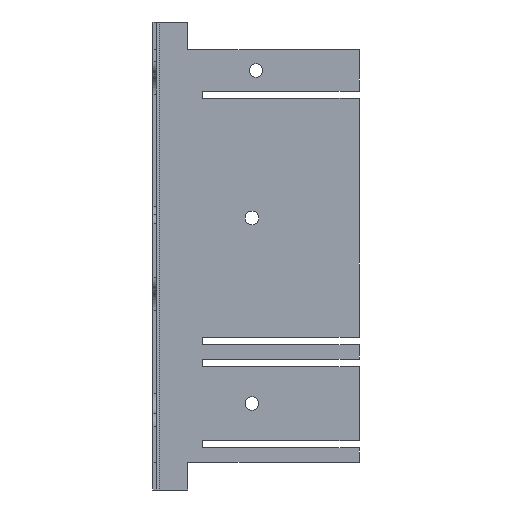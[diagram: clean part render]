
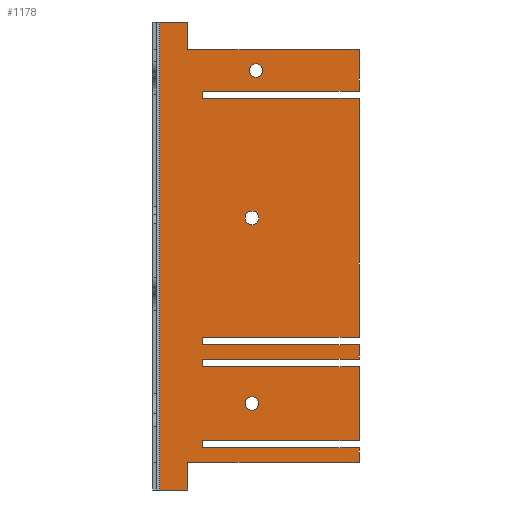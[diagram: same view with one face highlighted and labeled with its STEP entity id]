
A CAD part, left-side view. The second image highlights one B-rep face of the part: STEP entity #1178.
In plain terms, the highlighted planar face has unit normal (-1, 0, 0).
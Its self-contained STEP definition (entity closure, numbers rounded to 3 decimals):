
#17=FACE_BOUND('',#153,.T.);
#18=FACE_BOUND('',#154,.T.);
#19=FACE_BOUND('',#155,.T.);
#38=PLANE('',#1271);
#88=FACE_OUTER_BOUND('',#152,.T.);
#152=EDGE_LOOP('',(#894,#895,#896,#897,#898,#899,#900,#901,#902,#903,#904,
#905,#906,#907,#908,#909,#910,#911,#912,#913,#914,#915,#916,#917));
#153=EDGE_LOOP('',(#918));
#154=EDGE_LOOP('',(#919));
#155=EDGE_LOOP('',(#920));
#234=LINE('',#1758,#374);
#238=LINE('',#1767,#378);
#242=LINE('',#1774,#382);
#244=LINE('',#1779,#384);
#248=LINE('',#1788,#388);
#252=LINE('',#1795,#392);
#254=LINE('',#1799,#394);
#259=LINE('',#1808,#399);
#260=LINE('',#1810,#400);
#262=LINE('',#1814,#402);
#263=LINE('',#1816,#403);
#264=LINE('',#1818,#404);
#265=LINE('',#1820,#405);
#266=LINE('',#1822,#406);
#267=LINE('',#1824,#407);
#268=LINE('',#1826,#408);
#269=LINE('',#1828,#409);
#270=LINE('',#1830,#410);
#271=LINE('',#1832,#411);
#272=LINE('',#1834,#412);
#273=LINE('',#1836,#413);
#274=LINE('',#1838,#414);
#275=LINE('',#1840,#415);
#276=LINE('',#1841,#416);
#374=VECTOR('',#1414,10.);
#378=VECTOR('',#1420,10.);
#382=VECTOR('',#1426,10.);
#384=VECTOR('',#1430,10.);
#388=VECTOR('',#1436,10.);
#392=VECTOR('',#1442,10.);
#394=VECTOR('',#1446,10.);
#399=VECTOR('',#1453,10.);
#400=VECTOR('',#1456,10.);
#402=VECTOR('',#1460,10.);
#403=VECTOR('',#1461,10.);
#404=VECTOR('',#1462,10.);
#405=VECTOR('',#1463,10.);
#406=VECTOR('',#1464,10.);
#407=VECTOR('',#1465,10.);
#408=VECTOR('',#1466,10.);
#409=VECTOR('',#1467,10.);
#410=VECTOR('',#1468,10.);
#411=VECTOR('',#1469,10.);
#412=VECTOR('',#1470,10.);
#413=VECTOR('',#1471,10.);
#414=VECTOR('',#1472,10.);
#415=VECTOR('',#1473,10.);
#416=VECTOR('',#1474,10.);
#499=CIRCLE('',#1257,1.65);
#501=CIRCLE('',#1260,1.65);
#502=CIRCLE('',#1272,1.65);
#553=VERTEX_POINT('',#1744);
#555=VERTEX_POINT('',#1750);
#556=VERTEX_POINT('',#1756);
#557=VERTEX_POINT('',#1757);
#560=VERTEX_POINT('',#1765);
#561=VERTEX_POINT('',#1766);
#564=VERTEX_POINT('',#1777);
#565=VERTEX_POINT('',#1778);
#568=VERTEX_POINT('',#1786);
#569=VERTEX_POINT('',#1787);
#572=VERTEX_POINT('',#1798);
#575=VERTEX_POINT('',#1806);
#576=VERTEX_POINT('',#1813);
#577=VERTEX_POINT('',#1815);
#578=VERTEX_POINT('',#1817);
#579=VERTEX_POINT('',#1819);
#580=VERTEX_POINT('',#1821);
#581=VERTEX_POINT('',#1823);
#582=VERTEX_POINT('',#1825);
#583=VERTEX_POINT('',#1827);
#584=VERTEX_POINT('',#1829);
#585=VERTEX_POINT('',#1831);
#586=VERTEX_POINT('',#1833);
#587=VERTEX_POINT('',#1835);
#588=VERTEX_POINT('',#1837);
#589=VERTEX_POINT('',#1839);
#590=VERTEX_POINT('',#1842);
#670=EDGE_CURVE('',#553,#553,#499,.T.);
#673=EDGE_CURVE('',#555,#555,#501,.T.);
#675=EDGE_CURVE('',#556,#557,#234,.T.);
#679=EDGE_CURVE('',#560,#561,#238,.T.);
#683=EDGE_CURVE('',#561,#556,#242,.T.);
#685=EDGE_CURVE('',#564,#565,#244,.T.);
#689=EDGE_CURVE('',#568,#569,#248,.T.);
#693=EDGE_CURVE('',#569,#564,#252,.T.);
#695=EDGE_CURVE('',#572,#568,#254,.T.);
#700=EDGE_CURVE('',#557,#575,#259,.T.);
#701=EDGE_CURVE('',#565,#560,#260,.T.);
#703=EDGE_CURVE('',#575,#576,#262,.T.);
#704=EDGE_CURVE('',#576,#577,#263,.T.);
#705=EDGE_CURVE('',#577,#578,#264,.T.);
#706=EDGE_CURVE('',#578,#579,#265,.T.);
#707=EDGE_CURVE('',#579,#580,#266,.T.);
#708=EDGE_CURVE('',#580,#581,#267,.T.);
#709=EDGE_CURVE('',#581,#582,#268,.T.);
#710=EDGE_CURVE('',#582,#583,#269,.T.);
#711=EDGE_CURVE('',#583,#584,#270,.T.);
#712=EDGE_CURVE('',#584,#585,#271,.T.);
#713=EDGE_CURVE('',#585,#586,#272,.T.);
#714=EDGE_CURVE('',#586,#587,#273,.T.);
#715=EDGE_CURVE('',#587,#588,#274,.T.);
#716=EDGE_CURVE('',#588,#589,#275,.T.);
#717=EDGE_CURVE('',#589,#572,#276,.T.);
#718=EDGE_CURVE('',#590,#590,#502,.T.);
#894=ORIENTED_EDGE('',*,*,#679,.T.);
#895=ORIENTED_EDGE('',*,*,#683,.T.);
#896=ORIENTED_EDGE('',*,*,#675,.T.);
#897=ORIENTED_EDGE('',*,*,#700,.T.);
#898=ORIENTED_EDGE('',*,*,#703,.T.);
#899=ORIENTED_EDGE('',*,*,#704,.T.);
#900=ORIENTED_EDGE('',*,*,#705,.T.);
#901=ORIENTED_EDGE('',*,*,#706,.T.);
#902=ORIENTED_EDGE('',*,*,#707,.T.);
#903=ORIENTED_EDGE('',*,*,#708,.T.);
#904=ORIENTED_EDGE('',*,*,#709,.T.);
#905=ORIENTED_EDGE('',*,*,#710,.T.);
#906=ORIENTED_EDGE('',*,*,#711,.T.);
#907=ORIENTED_EDGE('',*,*,#712,.T.);
#908=ORIENTED_EDGE('',*,*,#713,.T.);
#909=ORIENTED_EDGE('',*,*,#714,.T.);
#910=ORIENTED_EDGE('',*,*,#715,.T.);
#911=ORIENTED_EDGE('',*,*,#716,.T.);
#912=ORIENTED_EDGE('',*,*,#717,.T.);
#913=ORIENTED_EDGE('',*,*,#695,.T.);
#914=ORIENTED_EDGE('',*,*,#689,.T.);
#915=ORIENTED_EDGE('',*,*,#693,.T.);
#916=ORIENTED_EDGE('',*,*,#685,.T.);
#917=ORIENTED_EDGE('',*,*,#701,.T.);
#918=ORIENTED_EDGE('',*,*,#670,.T.);
#919=ORIENTED_EDGE('',*,*,#673,.T.);
#920=ORIENTED_EDGE('',*,*,#718,.T.);
#1178=ADVANCED_FACE('',(#88,#17,#18,#19),#38,.T.);
#1257=AXIS2_PLACEMENT_3D('',#1746,#1400,#1401);
#1260=AXIS2_PLACEMENT_3D('',#1752,#1407,#1408);
#1271=AXIS2_PLACEMENT_3D('',#1812,#1458,#1459);
#1272=AXIS2_PLACEMENT_3D('',#1843,#1475,#1476);
#1400=DIRECTION('center_axis',(1.,0.,0.));
#1401=DIRECTION('ref_axis',(0.,1.,0.));
#1407=DIRECTION('center_axis',(1.,0.,0.));
#1408=DIRECTION('ref_axis',(0.,1.,0.));
#1414=DIRECTION('',(0.,-1.,0.));
#1420=DIRECTION('',(0.,1.,0.));
#1426=DIRECTION('',(0.,0.,1.));
#1430=DIRECTION('',(0.,-1.,0.));
#1436=DIRECTION('',(0.,1.,0.));
#1442=DIRECTION('',(0.,0.,1.));
#1446=DIRECTION('',(0.,0.,1.));
#1453=DIRECTION('',(0.,0.,1.));
#1456=DIRECTION('',(0.,0.,1.));
#1458=DIRECTION('center_axis',(-1.,0.,0.));
#1459=DIRECTION('ref_axis',(0.,0.,-1.));
#1460=DIRECTION('',(0.,1.,0.));
#1461=DIRECTION('',(0.,0.,1.));
#1462=DIRECTION('',(0.,-1.,0.));
#1463=DIRECTION('',(0.,0.,1.));
#1464=DIRECTION('',(0.,1.,0.));
#1465=DIRECTION('',(0.,0.,1.));
#1466=DIRECTION('',(0.,-1.,0.));
#1467=DIRECTION('',(0.,0.,1.));
#1468=DIRECTION('',(0.,1.,0.));
#1469=DIRECTION('',(0.,0.,1.));
#1470=DIRECTION('',(0.,1.,0.));
#1471=DIRECTION('',(0.,0.,-1.));
#1472=DIRECTION('',(0.,-1.,0.));
#1473=DIRECTION('',(0.,0.,1.));
#1474=DIRECTION('',(0.,-1.,0.));
#1475=DIRECTION('center_axis',(1.,0.,0.));
#1476=DIRECTION('ref_axis',(0.,1.,0.));
#1744=CARTESIAN_POINT('',(-0.813,-22.399,-47.5));
#1746=CARTESIAN_POINT('Origin',(-0.813,-20.749,-47.5));
#1750=CARTESIAN_POINT('',(-0.813,-22.399,-92.525));
#1752=CARTESIAN_POINT('Origin',(-0.813,-20.749,-92.525));
#1756=CARTESIAN_POINT('',(-0.813,-8.749,-81.75));
#1757=CARTESIAN_POINT('',(-0.813,-46.749,-81.75));
#1758=CARTESIAN_POINT('',(-0.813,-23.874,-81.75));
#1765=CARTESIAN_POINT('',(-0.813,-46.749,-83.55));
#1766=CARTESIAN_POINT('',(-0.813,-8.749,-83.55));
#1767=CARTESIAN_POINT('',(-0.813,-4.874,-83.55));
#1774=CARTESIAN_POINT('',(-0.813,-8.749,-69.25));
#1777=CARTESIAN_POINT('',(-0.813,-8.749,-101.5));
#1778=CARTESIAN_POINT('',(-0.813,-46.749,-101.5));
#1779=CARTESIAN_POINT('',(-0.813,-23.874,-101.5));
#1786=CARTESIAN_POINT('',(-0.813,-46.749,-103.3));
#1787=CARTESIAN_POINT('',(-0.813,-8.749,-103.3));
#1788=CARTESIAN_POINT('',(-0.813,-4.874,-103.3));
#1795=CARTESIAN_POINT('',(-0.813,-8.749,-79.125));
#1798=CARTESIAN_POINT('',(-0.813,-46.749,-106.75));
#1799=CARTESIAN_POINT('',(-0.813,-46.749,-6.75));
#1806=CARTESIAN_POINT('',(-0.813,-46.749,-78.25));
#1808=CARTESIAN_POINT('',(-0.813,-46.749,-6.75));
#1810=CARTESIAN_POINT('',(-0.813,-46.749,-6.75));
#1812=CARTESIAN_POINT('Origin',(-0.813,-0.999,-56.75));
#1813=CARTESIAN_POINT('',(-0.813,-8.749,-78.25));
#1814=CARTESIAN_POINT('',(-0.813,-4.874,-78.25));
#1815=CARTESIAN_POINT('',(-0.813,-8.749,-76.45));
#1816=CARTESIAN_POINT('',(-0.813,-8.749,-66.6));
#1817=CARTESIAN_POINT('',(-0.813,-46.749,-76.45));
#1818=CARTESIAN_POINT('',(-0.813,-23.874,-76.45));
#1819=CARTESIAN_POINT('',(-0.813,-46.749,-18.55));
#1820=CARTESIAN_POINT('',(-0.813,-46.749,-6.75));
#1821=CARTESIAN_POINT('',(-0.813,-8.749,-18.55));
#1822=CARTESIAN_POINT('',(-0.813,-4.874,-18.55));
#1823=CARTESIAN_POINT('',(-0.813,-8.749,-16.75));
#1824=CARTESIAN_POINT('',(-0.813,-8.749,-36.75));
#1825=CARTESIAN_POINT('',(-0.813,-46.749,-16.75));
#1826=CARTESIAN_POINT('',(-0.813,-23.874,-16.75));
#1827=CARTESIAN_POINT('',(-0.813,-46.749,-6.75));
#1828=CARTESIAN_POINT('',(-0.813,-46.749,-6.75));
#1829=CARTESIAN_POINT('',(-0.813,-5.249,-6.75));
#1830=CARTESIAN_POINT('',(-0.813,-5.249,-6.75));
#1831=CARTESIAN_POINT('',(-0.813,-5.249,0.));
#1832=CARTESIAN_POINT('',(-0.813,-5.249,0.));
#1833=CARTESIAN_POINT('',(-0.813,1.626,0.));
#1834=CARTESIAN_POINT('',(-0.813,3.251,0.));
#1835=CARTESIAN_POINT('',(-0.813,1.626,-113.5));
#1836=CARTESIAN_POINT('',(-0.813,1.626,-28.375));
#1837=CARTESIAN_POINT('',(-0.813,-5.249,-113.5));
#1838=CARTESIAN_POINT('',(-0.813,-5.249,-113.5));
#1839=CARTESIAN_POINT('',(-0.813,-5.249,-106.75));
#1840=CARTESIAN_POINT('',(-0.813,-5.249,0.));
#1841=CARTESIAN_POINT('',(-0.813,-46.749,-106.75));
#1842=CARTESIAN_POINT('',(-0.813,-23.399,-11.75));
#1843=CARTESIAN_POINT('Origin',(-0.813,-21.749,-11.75));
